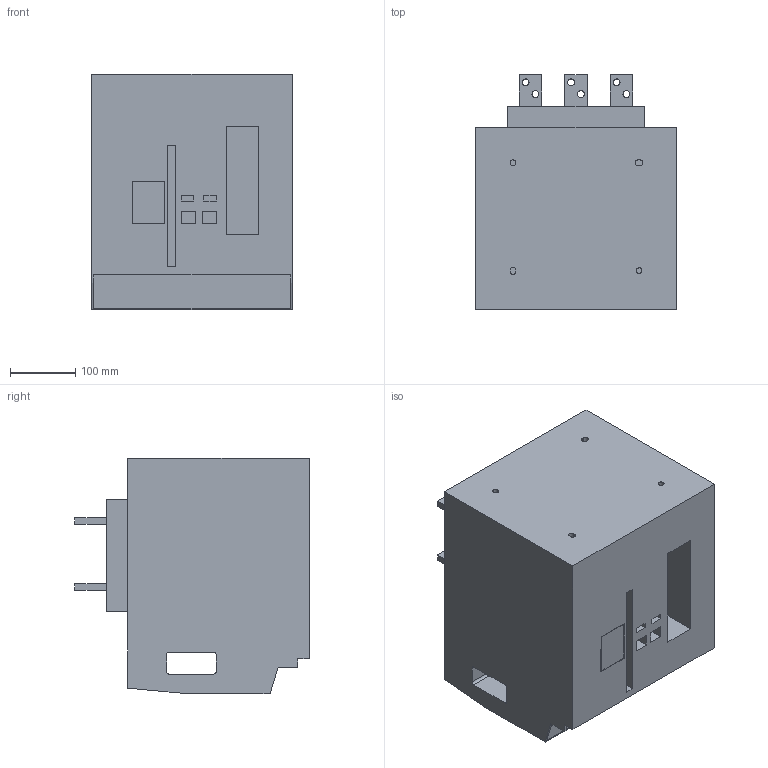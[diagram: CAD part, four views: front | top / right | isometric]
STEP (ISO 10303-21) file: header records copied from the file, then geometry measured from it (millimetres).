
FILE_DESCRIPTION((''),'2;1');
FILE_NAME('NA1-1000-3-DRAW-OUT-1000A','2019-04-26T',('hyha'),(''),'CREO PARAMETRIC BY PTC INC, 2015480','CREO PARAMETRIC BY PTC INC, 2015480','');
FILE_SCHEMA(('AUTOMOTIVE_DESIGN { 1 0 10303 214 1 1 1 1 }'));
Length unit declared in the file: millimetre
Products named in the file (1): NA1-1000-3-DRAW-OUT-1000A
Bounding box: 308 x 361 x 362 mm (x, y, z)
Volume: 29859172.5 mm3; surface area: 769264.1 mm2
Topology: 1 solids, 1 shells, 136 faces, 348 edges, 232 vertices
Faces by surface type: plane 100, cylinder 36
Entity records: 4224 total; most frequent: CARTESIAN_POINT 718, ORIENTED_EDGE 696, DIRECTION 692, EDGE_CURVE 348, VECTOR 276, LINE 276, VERTEX_POINT 232, AXIS2_PLACEMENT_3D 208
